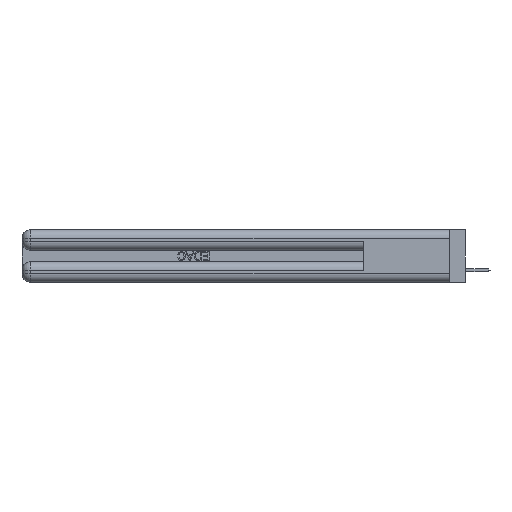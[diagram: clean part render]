
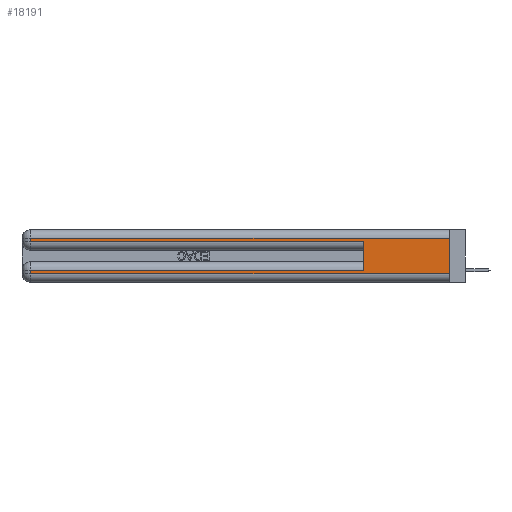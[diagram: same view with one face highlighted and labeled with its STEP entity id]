
A CAD part, left-side view. The second image highlights one B-rep face of the part: STEP entity #18191.
In plain terms, the highlighted planar face has unit normal (-1, 0, 0).
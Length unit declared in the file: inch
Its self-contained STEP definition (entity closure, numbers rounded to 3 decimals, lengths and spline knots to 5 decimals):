
#326 = ORIENTED_EDGE ( 'NONE', *, *, #19468, .F. ) ;
#956 = LINE ( 'NONE', #2246, #46673 ) ;
#1931 = CARTESIAN_POINT ( 'NONE',  ( 0., 0., 0.31 ) ) ;
#2246 = CARTESIAN_POINT ( 'NONE',  ( 0., 0., 0.37 ) ) ;
#3450 = ORIENTED_EDGE ( 'NONE', *, *, #43991, .F. ) ;
#5903 = DIRECTION ( 'NONE',  ( 0., 1., 0. ) ) ;
#6087 = DIRECTION ( 'NONE',  ( 0., 1., 0. ) ) ;
#7044 = ORIENTED_EDGE ( 'NONE', *, *, #35587, .T. ) ;
#9555 = CARTESIAN_POINT ( 'NONE',  ( 0., 0.6, 0.145 ) ) ;
#9724 = VERTEX_POINT ( 'NONE', #34379 ) ;
#10779 = CARTESIAN_POINT ( 'NONE',  ( 0., 0.6, 0.285 ) ) ;
#10893 = CARTESIAN_POINT ( 'NONE',  ( 0., 2.94, 0.31 ) ) ;
#11528 = ORIENTED_EDGE ( 'NONE', *, *, #48087, .T. ) ;
#11950 = VECTOR ( 'NONE', #6087, 39.37008 ) ;
#12435 = DIRECTION ( 'NONE',  ( 0., 0., -1. ) ) ;
#14877 = CARTESIAN_POINT ( 'NONE',  ( 0., 0., 0.06 ) ) ;
#14914 = LINE ( 'NONE', #28037, #17395 ) ;
#15393 = VECTOR ( 'NONE', #50453, 39.37008 ) ;
#16351 = DIRECTION ( 'NONE',  ( 1., 0., 0. ) ) ;
#17395 = VECTOR ( 'NONE', #17572, 39.37008 ) ;
#17572 = DIRECTION ( 'NONE',  ( 0., -1., 0. ) ) ;
#18191 = ADVANCED_FACE ( 'NONE', ( #37002 ), #36481, .F. ) ;
#19468 = EDGE_CURVE ( 'NONE', #33213, #42744, #21651, .T. ) ;
#19790 = ORIENTED_EDGE ( 'NONE', *, *, #32130, .T. ) ;
#20044 = EDGE_CURVE ( 'NONE', #31292, #51622, #45683, .T. ) ;
#20889 = ORIENTED_EDGE ( 'NONE', *, *, #48302, .T. ) ;
#21651 = LINE ( 'NONE', #9555, #15393 ) ;
#22542 = EDGE_CURVE ( 'NONE', #33213, #32740, #48039, .T. ) ;
#22619 = ORIENTED_EDGE ( 'NONE', *, *, #22542, .T. ) ;
#25916 = VECTOR ( 'NONE', #31111, 39.37008 ) ;
#26489 = CARTESIAN_POINT ( 'NONE',  ( 0., 0., 0.085 ) ) ;
#26611 = CARTESIAN_POINT ( 'NONE',  ( 0., 2.94, 0.085 ) ) ;
#27757 = CARTESIAN_POINT ( 'NONE',  ( 0., 0.6, 0.085 ) ) ;
#28022 = VECTOR ( 'NONE', #35829, 39.37008 ) ;
#28037 = CARTESIAN_POINT ( 'NONE',  ( 0., 0., 0.285 ) ) ;
#28663 = CARTESIAN_POINT ( 'NONE',  ( 0., 2.94, 0.06 ) ) ;
#29589 = CARTESIAN_POINT ( 'NONE',  ( 0., 2.94, 0.37 ) ) ;
#30606 = ORIENTED_EDGE ( 'NONE', *, *, #20044, .T. ) ;
#31111 = DIRECTION ( 'NONE',  ( 0., -1., 0. ) ) ;
#31209 = EDGE_LOOP ( 'NONE', ( #3450, #19790, #30606, #7044, #326, #22619, #20889, #11528 ) ) ;
#31292 = VERTEX_POINT ( 'NONE', #10893 ) ;
#32130 = EDGE_CURVE ( 'NONE', #49978, #31292, #48578, .T. ) ;
#32740 = VERTEX_POINT ( 'NONE', #26611 ) ;
#33213 = VERTEX_POINT ( 'NONE', #27757 ) ;
#33442 = LINE ( 'NONE', #29589, #44828 ) ;
#34379 = CARTESIAN_POINT ( 'NONE',  ( 0., 0., 0.06 ) ) ;
#34429 = CARTESIAN_POINT ( 'NONE',  ( 0., 0., 0.31 ) ) ;
#35587 = EDGE_CURVE ( 'NONE', #51622, #42744, #14914, .T. ) ;
#35829 = DIRECTION ( 'NONE',  ( 0., 0., -1. ) ) ;
#36481 = PLANE ( 'NONE',  #42860 ) ;
#37002 = FACE_OUTER_BOUND ( 'NONE', #31209, .T. ) ;
#39710 = CARTESIAN_POINT ( 'NONE',  ( 0., 2.94, 0.37 ) ) ;
#42744 = VERTEX_POINT ( 'NONE', #10779 ) ;
#42825 = DIRECTION ( 'NONE',  ( 0., 0., -1. ) ) ;
#42860 = AXIS2_PLACEMENT_3D ( 'NONE', #44616, #16351, #12435 ) ;
#43218 = DIRECTION ( 'NONE',  ( 0., 0., -1. ) ) ;
#43548 = VERTEX_POINT ( 'NONE', #28663 ) ;
#43991 = EDGE_CURVE ( 'NONE', #49978, #9724, #956, .T. ) ;
#44616 = CARTESIAN_POINT ( 'NONE',  ( 0., 0., 0.37 ) ) ;
#44828 = VECTOR ( 'NONE', #43218, 39.37008 ) ;
#44922 = CARTESIAN_POINT ( 'NONE',  ( 0., 2.94, 0.285 ) ) ;
#45683 = LINE ( 'NONE', #39710, #28022 ) ;
#46673 = VECTOR ( 'NONE', #42825, 39.37008 ) ;
#47316 = VECTOR ( 'NONE', #5903, 39.37008 ) ;
#47463 = LINE ( 'NONE', #14877, #25916 ) ;
#48039 = LINE ( 'NONE', #26489, #11950 ) ;
#48087 = EDGE_CURVE ( 'NONE', #43548, #9724, #47463, .T. ) ;
#48302 = EDGE_CURVE ( 'NONE', #32740, #43548, #33442, .T. ) ;
#48578 = LINE ( 'NONE', #34429, #47316 ) ;
#49978 = VERTEX_POINT ( 'NONE', #1931 ) ;
#50453 = DIRECTION ( 'NONE',  ( 0., 0., 1. ) ) ;
#51622 = VERTEX_POINT ( 'NONE', #44922 ) ;
